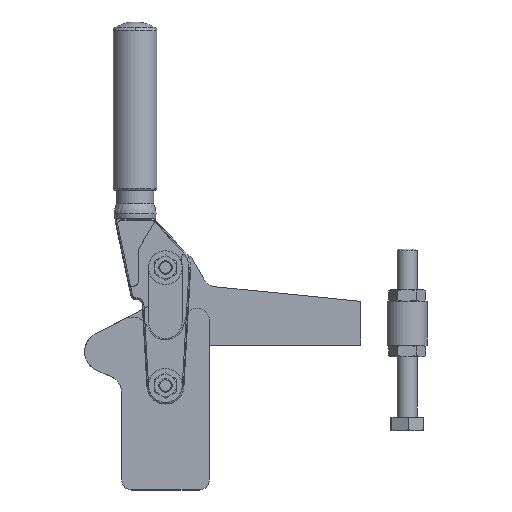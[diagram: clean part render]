
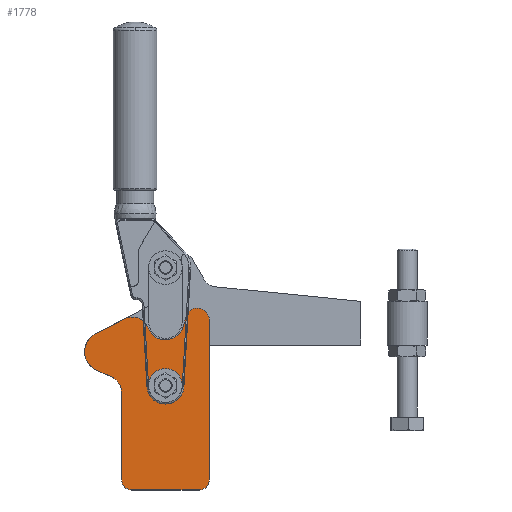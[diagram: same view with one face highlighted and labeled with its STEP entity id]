
A CAD part, top view. The second image highlights one B-rep face of the part: STEP entity #1778.
In plain terms, the highlighted planar face has unit normal (0, 0, 1).
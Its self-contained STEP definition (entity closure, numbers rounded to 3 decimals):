
#90=CARTESIAN_POINT('',(488.41,180.753,0.0));
#91=VERTEX_POINT('',#90);
#107=CARTESIAN_POINT('',(480.531,180.202,0.0));
#108=VERTEX_POINT('',#107);
#115=CARTESIAN_POINT('',(485.112,171.313,0.0));
#116=DIRECTION('',(0.0,0.0,-1.));
#117=DIRECTION('',(0.33,0.944,0.0));
#118=AXIS2_PLACEMENT_3D('',#115,#116,#117);
#119=CIRCLE('',#118,10.);
#120=EDGE_CURVE('',#108,#91,#119,.T.);
#132=CARTESIAN_POINT('',(456.798,160.265,0.0));
#133=VERTEX_POINT('',#132);
#149=CARTESIAN_POINT('',(463.996,149.653,0.0));
#150=VERTEX_POINT('',#149);
#157=CARTESIAN_POINT('',(468.792,160.653,0.0));
#158=DIRECTION('',(0.0,0.0,-1.0));
#159=DIRECTION('',(-0.999,-0.032,0.0));
#160=AXIS2_PLACEMENT_3D('',#157,#158,#159);
#161=CIRCLE('',#160,12.);
#162=EDGE_CURVE('',#150,#133,#161,.T.);
#174=CARTESIAN_POINT('',(477.157,142.132,0.0));
#175=VERTEX_POINT('',#174);
#191=CARTESIAN_POINT('',(478.792,136.653,0.0));
#192=VERTEX_POINT('',#191);
#199=CARTESIAN_POINT('',(468.792,136.653,0.0));
#200=DIRECTION('',(0.0,0.0,1.));
#201=DIRECTION('',(0.837,0.548,0.0));
#202=AXIS2_PLACEMENT_3D('',#199,#200,#201);
#203=CIRCLE('',#202,10.);
#204=EDGE_CURVE('',#192,#175,#203,.T.);
#216=CARTESIAN_POINT('',(480.549,80.41,0.0));
#217=VERTEX_POINT('',#216);
#233=CARTESIAN_POINT('',(484.792,78.653,0.0));
#234=VERTEX_POINT('',#233);
#241=CARTESIAN_POINT('',(484.792,84.653,0.0));
#242=DIRECTION('',(0.0,0.0,-1.));
#243=DIRECTION('',(-0.707,-0.707,0.0));
#244=AXIS2_PLACEMENT_3D('',#241,#242,#243);
#245=CIRCLE('',#244,6.);
#246=EDGE_CURVE('',#234,#217,#245,.T.);
#258=CARTESIAN_POINT('',(529.034,80.41,0.0));
#259=VERTEX_POINT('',#258);
#275=CARTESIAN_POINT('',(530.792,84.653,0.0));
#276=VERTEX_POINT('',#275);
#283=CARTESIAN_POINT('',(524.792,84.653,0.0));
#284=DIRECTION('',(0.0,0.0,-1.));
#285=DIRECTION('',(0.707,-0.707,0.0));
#286=AXIS2_PLACEMENT_3D('',#283,#284,#285);
#287=CIRCLE('',#286,6.);
#288=EDGE_CURVE('',#276,#259,#287,.T.);
#300=CARTESIAN_POINT('',(524.775,186.583,0.0));
#301=VERTEX_POINT('',#300);
#317=CARTESIAN_POINT('',(517.068,181.6,0.0));
#318=VERTEX_POINT('',#317);
#325=CARTESIAN_POINT('',(523.792,179.653,0.0));
#326=DIRECTION('',(0.0,0.0,-1.0));
#327=DIRECTION('',(0.14,0.99,0.0));
#328=AXIS2_PLACEMENT_3D('',#325,#326,#327);
#329=CIRCLE('',#328,7.0);
#330=EDGE_CURVE('',#318,#301,#329,.T.);
#342=CARTESIAN_POINT('',(505.566,167.78,0.0));
#343=VERTEX_POINT('',#342);
#359=CARTESIAN_POINT('',(494.76,174.241,0.0));
#360=VERTEX_POINT('',#359);
#367=CARTESIAN_POINT('',(504.792,178.753,0.0));
#368=DIRECTION('',(0.0,0.0,1.));
#369=DIRECTION('',(0.07,-0.998,0.0));
#370=AXIS2_PLACEMENT_3D('',#367,#368,#369);
#371=CIRCLE('',#370,11.);
#372=EDGE_CURVE('',#360,#343,#371,.T.);
#382=CARTESIAN_POINT('',(509.292,140.653,0.0));
#383=VERTEX_POINT('',#382);
#392=CARTESIAN_POINT('',(500.292,140.653,0.0));
#393=VERTEX_POINT('',#392);
#394=CARTESIAN_POINT('',(504.792,140.653,0.0));
#395=DIRECTION('',(0.0,0.0,-1.0));
#396=DIRECTION('',(1.0,0.0,0.0));
#397=AXIS2_PLACEMENT_3D('',#394,#395,#396);
#398=CIRCLE('',#397,4.5);
#399=EDGE_CURVE('',#393,#383,#398,.T.);
#1314=CARTESIAN_POINT('',(504.792,140.653,0.0));
#1315=DIRECTION('',(0.0,0.0,-1.0));
#1316=DIRECTION('',(1.0,0.0,0.0));
#1317=AXIS2_PLACEMENT_3D('',#1314,#1315,#1316);
#1318=CIRCLE('',#1317,4.5);
#1319=EDGE_CURVE('',#383,#393,#1318,.T.);
#1329=CARTESIAN_POINT('',(494.232,175.414,0.0));
#1330=VERTEX_POINT('',#1329);
#1331=CARTESIAN_POINT('',(494.232,175.414,0.0));
#1332=DIRECTION('',(0.41,-0.912,0.0));
#1333=VECTOR('',#1332,1.287);
#1334=LINE('',#1331,#1333);
#1335=EDGE_CURVE('',#1330,#360,#1334,.T.);
#1361=CARTESIAN_POINT('',(515.358,175.693,0.0));
#1362=VERTEX_POINT('',#1361);
#1363=CARTESIAN_POINT('',(504.792,178.753,0.0));
#1364=DIRECTION('',(0.0,0.0,1.));
#1365=DIRECTION('',(0.07,-0.998,0.0));
#1366=AXIS2_PLACEMENT_3D('',#1363,#1364,#1365);
#1367=CIRCLE('',#1366,11.);
#1368=EDGE_CURVE('',#343,#1362,#1367,.T.);
#1393=CARTESIAN_POINT('',(515.358,175.693,0.0));
#1394=DIRECTION('',(0.278,0.961,0.0));
#1395=VECTOR('',#1394,6.149);
#1396=LINE('',#1393,#1395);
#1397=EDGE_CURVE('',#1362,#318,#1396,.T.);
#1416=CARTESIAN_POINT('',(530.792,179.653,0.0));
#1417=VERTEX_POINT('',#1416);
#1418=CARTESIAN_POINT('',(523.792,179.653,0.0));
#1419=DIRECTION('',(0.0,0.0,-1.0));
#1420=DIRECTION('',(0.14,0.99,0.0));
#1421=AXIS2_PLACEMENT_3D('',#1418,#1419,#1420);
#1422=CIRCLE('',#1421,7.0);
#1423=EDGE_CURVE('',#301,#1417,#1422,.T.);
#1448=CARTESIAN_POINT('',(530.792,179.653,0.0));
#1449=DIRECTION('',(0.0,-1.0,0.0));
#1450=VECTOR('',#1449,95.0);
#1451=LINE('',#1448,#1450);
#1452=EDGE_CURVE('',#1417,#276,#1451,.T.);
#1471=CARTESIAN_POINT('',(524.792,78.653,0.0));
#1472=VERTEX_POINT('',#1471);
#1473=CARTESIAN_POINT('',(524.792,84.653,0.0));
#1474=DIRECTION('',(0.0,0.0,-1.));
#1475=DIRECTION('',(0.707,-0.707,0.0));
#1476=AXIS2_PLACEMENT_3D('',#1473,#1474,#1475);
#1477=CIRCLE('',#1476,6.);
#1478=EDGE_CURVE('',#259,#1472,#1477,.T.);
#1503=CARTESIAN_POINT('',(524.792,78.653,0.0));
#1504=DIRECTION('',(-1.0,0.0,0.0));
#1505=VECTOR('',#1504,40.0);
#1506=LINE('',#1503,#1505);
#1507=EDGE_CURVE('',#1472,#234,#1506,.T.);
#1526=CARTESIAN_POINT('',(478.792,84.653,0.0));
#1527=VERTEX_POINT('',#1526);
#1528=CARTESIAN_POINT('',(484.792,84.653,0.0));
#1529=DIRECTION('',(0.0,0.0,-1.));
#1530=DIRECTION('',(-0.707,-0.707,0.0));
#1531=AXIS2_PLACEMENT_3D('',#1528,#1529,#1530);
#1532=CIRCLE('',#1531,6.);
#1533=EDGE_CURVE('',#217,#1527,#1532,.T.);
#1558=CARTESIAN_POINT('',(478.792,84.653,0.0));
#1559=DIRECTION('',(0.0,1.0,0.0));
#1560=VECTOR('',#1559,52.0);
#1561=LINE('',#1558,#1560);
#1562=EDGE_CURVE('',#1527,#192,#1561,.T.);
#1581=CARTESIAN_POINT('',(472.788,145.819,0.0));
#1582=VERTEX_POINT('',#1581);
#1583=CARTESIAN_POINT('',(468.792,136.653,0.0));
#1584=DIRECTION('',(0.0,0.0,1.));
#1585=DIRECTION('',(0.837,0.548,0.0));
#1586=AXIS2_PLACEMENT_3D('',#1583,#1584,#1585);
#1587=CIRCLE('',#1586,10.);
#1588=EDGE_CURVE('',#175,#1582,#1587,.T.);
#1613=CARTESIAN_POINT('',(472.788,145.819,0.0));
#1614=DIRECTION('',(-0.917,0.4,0.0));
#1615=VECTOR('',#1614,9.592);
#1616=LINE('',#1613,#1615);
#1617=EDGE_CURVE('',#1582,#150,#1616,.T.);
#1636=CARTESIAN_POINT('',(463.295,171.32,0.0));
#1637=VERTEX_POINT('',#1636);
#1638=CARTESIAN_POINT('',(468.792,160.653,0.0));
#1639=DIRECTION('',(0.0,0.0,-1.0));
#1640=DIRECTION('',(-0.999,-0.032,0.0));
#1641=AXIS2_PLACEMENT_3D('',#1638,#1639,#1640);
#1642=CIRCLE('',#1641,12.);
#1643=EDGE_CURVE('',#133,#1637,#1642,.T.);
#1668=CARTESIAN_POINT('',(463.295,171.32,0.0));
#1669=DIRECTION('',(0.889,0.458,0.0));
#1670=VECTOR('',#1669,19.39);
#1671=LINE('',#1668,#1670);
#1672=EDGE_CURVE('',#1637,#108,#1671,.T.);
#1691=CARTESIAN_POINT('',(485.112,171.313,0.0));
#1692=DIRECTION('',(0.0,0.0,-1.));
#1693=DIRECTION('',(0.33,0.944,0.0));
#1694=AXIS2_PLACEMENT_3D('',#1691,#1692,#1693);
#1695=CIRCLE('',#1694,10.);
#1696=EDGE_CURVE('',#91,#1330,#1695,.T.);
#1746=CARTESIAN_POINT('',(494.232,175.414,0.0));
#1747=DIRECTION('',(0.0,0.0,1.0));
#1748=DIRECTION('',(1.0,0.0,0.0));
#1749=AXIS2_PLACEMENT_3D('',#1746,#1747,#1748);
#1750=PLANE('',#1749);
#1751=ORIENTED_EDGE('',*,*,#1335,.F.);
#1752=ORIENTED_EDGE('',*,*,#1696,.F.);
#1753=ORIENTED_EDGE('',*,*,#120,.F.);
#1754=ORIENTED_EDGE('',*,*,#1672,.F.);
#1755=ORIENTED_EDGE('',*,*,#1643,.F.);
#1756=ORIENTED_EDGE('',*,*,#162,.F.);
#1757=ORIENTED_EDGE('',*,*,#1617,.F.);
#1758=ORIENTED_EDGE('',*,*,#1588,.F.);
#1759=ORIENTED_EDGE('',*,*,#204,.F.);
#1760=ORIENTED_EDGE('',*,*,#1562,.F.);
#1761=ORIENTED_EDGE('',*,*,#1533,.F.);
#1762=ORIENTED_EDGE('',*,*,#246,.F.);
#1763=ORIENTED_EDGE('',*,*,#1507,.F.);
#1764=ORIENTED_EDGE('',*,*,#1478,.F.);
#1765=ORIENTED_EDGE('',*,*,#288,.F.);
#1766=ORIENTED_EDGE('',*,*,#1452,.F.);
#1767=ORIENTED_EDGE('',*,*,#1423,.F.);
#1768=ORIENTED_EDGE('',*,*,#330,.F.);
#1769=ORIENTED_EDGE('',*,*,#1397,.F.);
#1770=ORIENTED_EDGE('',*,*,#1368,.F.);
#1771=ORIENTED_EDGE('',*,*,#372,.F.);
#1772=EDGE_LOOP('',(#1751,#1752,#1753,#1754,#1755,#1756,#1757,#1758,#1759,#1760,#1761,#1762,#1763,#1764,#1765,#1766,#1767,#1768,#1769,#1770,#1771));
#1773=FACE_OUTER_BOUND('',#1772,.T.);
#1774=ORIENTED_EDGE('',*,*,#1319,.T.);
#1775=ORIENTED_EDGE('',*,*,#399,.T.);
#1776=EDGE_LOOP('',(#1774,#1775));
#1777=FACE_BOUND('',#1776,.T.);
#1778=ADVANCED_FACE('',(#1773,#1777),#1750,.T.);
